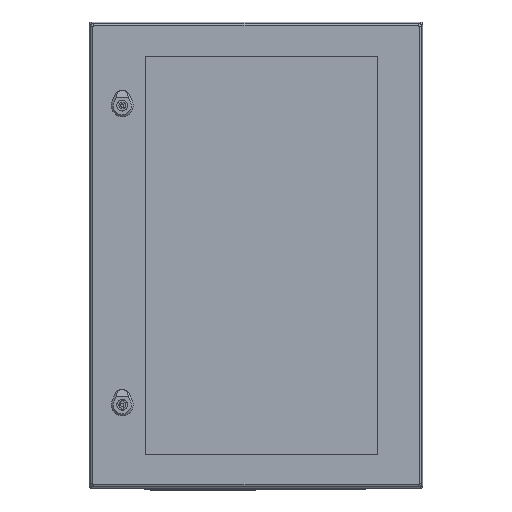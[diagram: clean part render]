
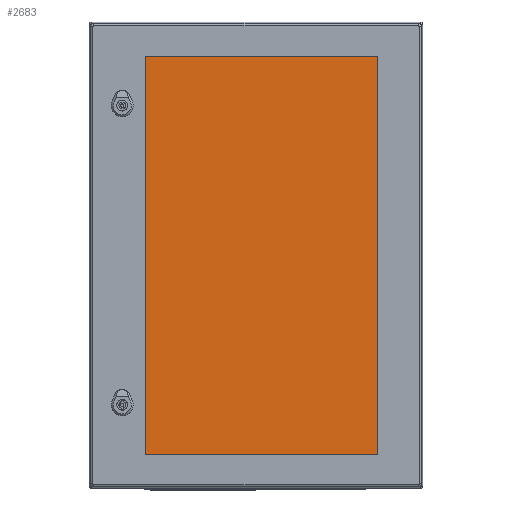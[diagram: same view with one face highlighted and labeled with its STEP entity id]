
A CAD part, top view. The second image highlights one B-rep face of the part: STEP entity #2683.
In plain terms, the highlighted face is planar.
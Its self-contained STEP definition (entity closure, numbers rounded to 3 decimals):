
#2683=ADVANCED_FACE('',(#3290),#2898,.F.);
#2898=PLANE('',#10084);
#3290=FACE_OUTER_BOUND('',#3890,.T.);
#3890=EDGE_LOOP('',(#6109,#6110,#6111,#6112));
#6109=ORIENTED_EDGE('',*,*,#7937,.F.);
#6110=ORIENTED_EDGE('',*,*,#7947,.F.);
#6111=ORIENTED_EDGE('',*,*,#7944,.F.);
#6112=ORIENTED_EDGE('',*,*,#7941,.F.);
#6830=VERTEX_POINT('',#15386);
#6831=VERTEX_POINT('',#15387);
#6834=VERTEX_POINT('',#15395);
#6836=VERTEX_POINT('',#15401);
#7937=EDGE_CURVE('',#6830,#6831,#8567,.T.);
#7941=EDGE_CURVE('',#6831,#6834,#8571,.T.);
#7944=EDGE_CURVE('',#6834,#6836,#8574,.T.);
#7947=EDGE_CURVE('',#6836,#6830,#8577,.T.);
#8567=LINE('',#15385,#9197);
#8571=LINE('',#15394,#9201);
#8574=LINE('',#15400,#9204);
#8577=LINE('',#15406,#9207);
#9197=VECTOR('',#12451,1.);
#9201=VECTOR('',#12457,1.);
#9204=VECTOR('',#12462,1.);
#9207=VECTOR('',#12467,1.);
#10084=AXIS2_PLACEMENT_3D('',#15410,#12473,#12474);
#12451=DIRECTION('',(0.,-1.,0.));
#12457=DIRECTION('',(1.,0.,0.));
#12462=DIRECTION('',(0.,1.,0.));
#12467=DIRECTION('',(-1.,0.,0.));
#12473=DIRECTION('',(0.,0.,1.));
#12474=DIRECTION('',(1.,0.,0.));
#15385=CARTESIAN_POINT('',(-190.2,314.2,0.));
#15386=CARTESIAN_POINT('',(-190.2,314.2,0.));
#15387=CARTESIAN_POINT('',(-190.2,-314.2,0.));
#15394=CARTESIAN_POINT('',(-190.2,-314.2,0.));
#15395=CARTESIAN_POINT('',(190.2,-314.2,0.));
#15400=CARTESIAN_POINT('',(190.2,-314.2,0.));
#15401=CARTESIAN_POINT('',(190.2,314.2,0.));
#15406=CARTESIAN_POINT('',(190.2,314.2,0.));
#15410=CARTESIAN_POINT('',(0.,0.,0.));
